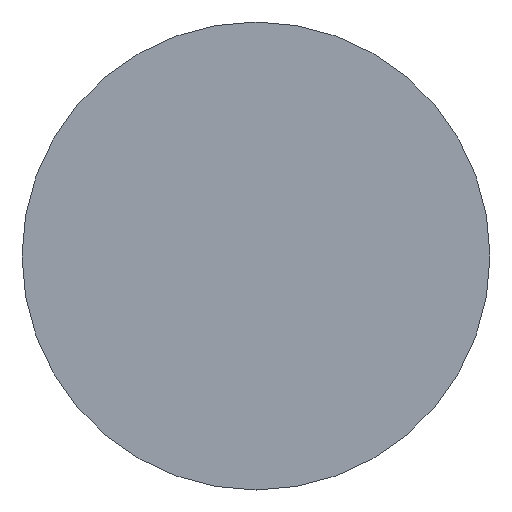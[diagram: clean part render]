
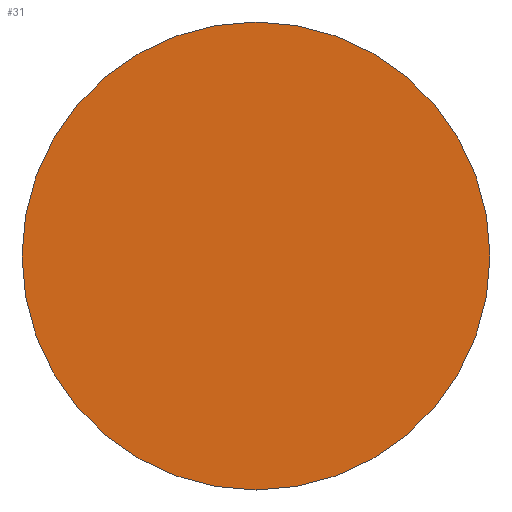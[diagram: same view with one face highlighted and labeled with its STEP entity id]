
A CAD part, left-side view. The second image highlights one B-rep face of the part: STEP entity #31.
In plain terms, the highlighted planar face has unit normal (-1, 0, 0).
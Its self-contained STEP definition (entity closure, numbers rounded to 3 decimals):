
#1 = AXIS2_PLACEMENT_3D ( 'NONE', #98, #34, #47 ) ;
#3 = PLANE ( 'NONE',  #162 ) ;
#16 = EDGE_CURVE ( 'NONE', #86, #68, #78, .T. ) ;
#17 = CARTESIAN_POINT ( 'NONE',  ( 113.912, 65.156, -20. ) ) ;
#21 = FACE_OUTER_BOUND ( 'NONE', #52, .T. ) ;
#22 = CARTESIAN_POINT ( 'NONE',  ( 113.912, 65.156, 20. ) ) ;
#31 = ADVANCED_FACE ( 'NONE', ( #21 ), #3, .F. ) ;
#32 = DIRECTION ( 'NONE',  ( 0., 0., 1. ) ) ;
#34 = DIRECTION ( 'NONE',  ( -1., 0., 0. ) ) ;
#36 = CIRCLE ( 'NONE', #1, 20. ) ;
#43 = DIRECTION ( 'NONE',  ( -1., 0., 0. ) ) ;
#47 = DIRECTION ( 'NONE',  ( 0., 0., 1. ) ) ;
#52 = EDGE_LOOP ( 'NONE', ( #133, #158 ) ) ;
#55 = DIRECTION ( 'NONE',  ( 1., 0., 0. ) ) ;
#58 = DIRECTION ( 'NONE',  ( 0., 0., -1. ) ) ;
#68 = VERTEX_POINT ( 'NONE', #22 ) ;
#69 = EDGE_CURVE ( 'NONE', #68, #86, #36, .T. ) ;
#78 = CIRCLE ( 'NONE', #110, 20. ) ;
#84 = CARTESIAN_POINT ( 'NONE',  ( 113.912, 65.156, 0. ) ) ;
#86 = VERTEX_POINT ( 'NONE', #17 ) ;
#98 = CARTESIAN_POINT ( 'NONE',  ( 113.912, 65.156, 0. ) ) ;
#108 = CARTESIAN_POINT ( 'NONE',  ( 113.912, 65.156, 0. ) ) ;
#110 = AXIS2_PLACEMENT_3D ( 'NONE', #84, #43, #32 ) ;
#133 = ORIENTED_EDGE ( 'NONE', *, *, #69, .T. ) ;
#158 = ORIENTED_EDGE ( 'NONE', *, *, #16, .T. ) ;
#162 = AXIS2_PLACEMENT_3D ( 'NONE', #108, #55, #58 ) ;
